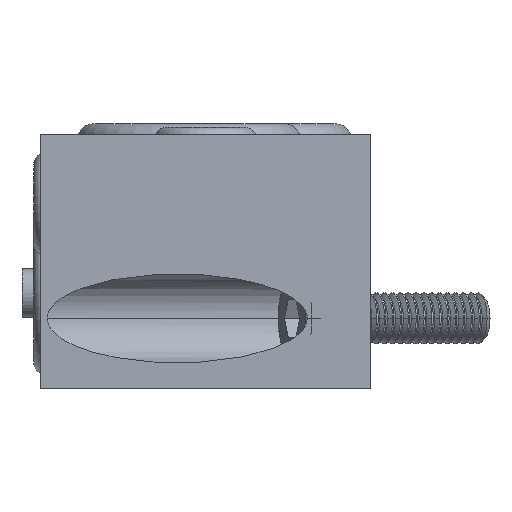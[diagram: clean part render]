
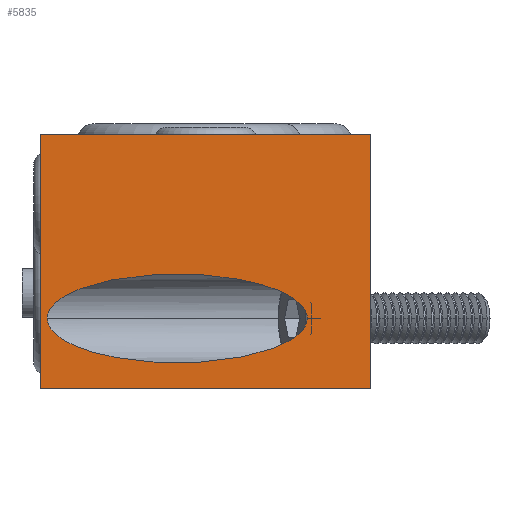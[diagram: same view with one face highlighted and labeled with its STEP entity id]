
A CAD part, left-side view. The second image highlights one B-rep face of the part: STEP entity #5835.
In plain terms, the highlighted planar face has unit normal (-1, 0, 0).
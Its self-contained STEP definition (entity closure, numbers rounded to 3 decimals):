
#188 = LINE ( 'NONE', #14196, #2776 ) ;
#621 = VECTOR ( 'NONE', #7695, 1000. ) ;
#627 = CARTESIAN_POINT ( 'NONE',  ( 11.844, 50.941, 54.756 ) ) ;
#1117 = CARTESIAN_POINT ( 'NONE',  ( 11.844, 45.946, 49.256 ) ) ;
#1158 = ORIENTED_EDGE ( 'NONE', *, *, #10390, .F. ) ;
#1196 = VERTEX_POINT ( 'NONE', #12567 ) ;
#1727 = CARTESIAN_POINT ( 'NONE',  ( 11.844, 71.407, 61.756 ) ) ;
#1799 = EDGE_CURVE ( 'NONE', #4800, #1196, #11973, .T. ) ;
#2776 = VECTOR ( 'NONE', #4308, 1000. ) ;
#2918 = LINE ( 'NONE', #4934, #11337 ) ;
#3059 = DIRECTION ( 'NONE',  ( 0., 1., 0. ) ) ;
#3927 = PLANE ( 'NONE',  #11788 ) ;
#4308 = DIRECTION ( 'NONE',  ( 0., 0., -1. ) ) ;
#4800 = VERTEX_POINT ( 'NONE', #13892 ) ;
#4934 = CARTESIAN_POINT ( 'NONE',  ( 11.844, 45.946, 49.256 ) ) ;
#5135 = VERTEX_POINT ( 'NONE', #13502 ) ;
#5155 = CARTESIAN_POINT ( 'NONE',  ( 11.844, 50.941, 47.756 ) ) ;
#5258 = EDGE_CURVE ( 'NONE', #5135, #6774, #9212, .T. ) ;
#5541 = VERTEX_POINT ( 'NONE', #12150 ) ;
#5835 = ADVANCED_FACE ( 'NONE', ( #9087, #9451 ), #3927, .F. ) ;
#5869 = EDGE_CURVE ( 'NONE', #1196, #5541, #2918, .T. ) ;
#6145 = DIRECTION ( 'NONE',  ( 1., 0., 0. ) ) ;
#6774 = VERTEX_POINT ( 'NONE', #13325 ) ;
#7200 = CARTESIAN_POINT ( 'NONE',  ( 11.844, 50.941, 61.756 ) ) ;
#7603 = VECTOR ( 'NONE', #3059, 1000. ) ;
#7695 = DIRECTION ( 'NONE',  ( 0., 0., -1. ) ) ;
#7928 = ORIENTED_EDGE ( 'NONE', *, *, #5258, .F. ) ;
#8003 = EDGE_CURVE ( 'NONE', #4800, #13583, #10534, .T. ) ;
#8825 = EDGE_CURVE ( 'NONE', #13583, #5541, #188, .T. ) ;
#9087 = FACE_BOUND ( 'NONE', #10087, .T. ) ;
#9212 =( BOUNDED_CURVE ( )  B_SPLINE_CURVE ( 3, ( #627, #7200, #1727, #9415 ),
 .UNSPECIFIED., .F., .F. ) 
 B_SPLINE_CURVE_WITH_KNOTS ( ( 4, 4 ),
 ( 3.142, 6.283 ),
 .UNSPECIFIED. ) 
 CURVE ( )  GEOMETRIC_REPRESENTATION_ITEM ( )  RATIONAL_B_SPLINE_CURVE ( ( 1., 0.333, 0.333, 1. ) ) 
 REPRESENTATION_ITEM ( '' )  );
#9415 = CARTESIAN_POINT ( 'NONE',  ( 11.844, 71.407, 54.756 ) ) ;
#9451 = FACE_OUTER_BOUND ( 'NONE', #13172, .T. ) ;
#9517 = CARTESIAN_POINT ( 'NONE',  ( 11.844, 71.407, 47.756 ) ) ;
#9599 = CARTESIAN_POINT ( 'NONE',  ( 11.844, 45.946, 69.256 ) ) ;
#10087 = EDGE_LOOP ( 'NONE', ( #1158, #7928 ) ) ;
#10390 = EDGE_CURVE ( 'NONE', #6774, #5135, #11189, .T. ) ;
#10534 = LINE ( 'NONE', #9599, #7603 ) ;
#11189 =( BOUNDED_CURVE ( )  B_SPLINE_CURVE ( 3, ( #13829, #9517, #5155, #12826 ),
 .UNSPECIFIED., .F., .F. ) 
 B_SPLINE_CURVE_WITH_KNOTS ( ( 4, 4 ),
 ( 0., 3.142 ),
 .UNSPECIFIED. ) 
 CURVE ( )  GEOMETRIC_REPRESENTATION_ITEM ( )  RATIONAL_B_SPLINE_CURVE ( ( 1., 0.333, 0.333, 1. ) ) 
 REPRESENTATION_ITEM ( '' )  );
#11337 = VECTOR ( 'NONE', #12605, 1000. ) ;
#11583 = ORIENTED_EDGE ( 'NONE', *, *, #1799, .F. ) ;
#11788 = AXIS2_PLACEMENT_3D ( 'NONE', #12718, #6145, #13817 ) ;
#11973 = LINE ( 'NONE', #1117, #621 ) ;
#12150 = CARTESIAN_POINT ( 'NONE',  ( 11.844, 71.946, 49.256 ) ) ;
#12352 = CARTESIAN_POINT ( 'NONE',  ( 11.844, 71.946, 69.256 ) ) ;
#12567 = CARTESIAN_POINT ( 'NONE',  ( 11.844, 45.946, 49.256 ) ) ;
#12605 = DIRECTION ( 'NONE',  ( 0., 1., 0. ) ) ;
#12718 = CARTESIAN_POINT ( 'NONE',  ( 11.844, 45.946, 49.256 ) ) ;
#12826 = CARTESIAN_POINT ( 'NONE',  ( 11.844, 50.941, 54.756 ) ) ;
#13172 = EDGE_LOOP ( 'NONE', ( #14239, #13627, #11583, #13878 ) ) ;
#13325 = CARTESIAN_POINT ( 'NONE',  ( 11.844, 71.407, 54.756 ) ) ;
#13502 = CARTESIAN_POINT ( 'NONE',  ( 11.844, 50.941, 54.756 ) ) ;
#13583 = VERTEX_POINT ( 'NONE', #12352 ) ;
#13627 = ORIENTED_EDGE ( 'NONE', *, *, #5869, .F. ) ;
#13817 = DIRECTION ( 'NONE',  ( 0., 1., 0. ) ) ;
#13829 = CARTESIAN_POINT ( 'NONE',  ( 11.844, 71.407, 54.756 ) ) ;
#13878 = ORIENTED_EDGE ( 'NONE', *, *, #8003, .T. ) ;
#13892 = CARTESIAN_POINT ( 'NONE',  ( 11.844, 45.946, 69.256 ) ) ;
#14196 = CARTESIAN_POINT ( 'NONE',  ( 11.844, 71.946, 49.256 ) ) ;
#14239 = ORIENTED_EDGE ( 'NONE', *, *, #8825, .T. ) ;
